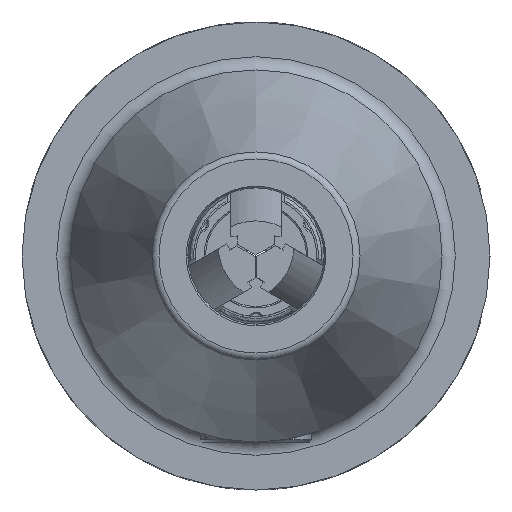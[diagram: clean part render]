
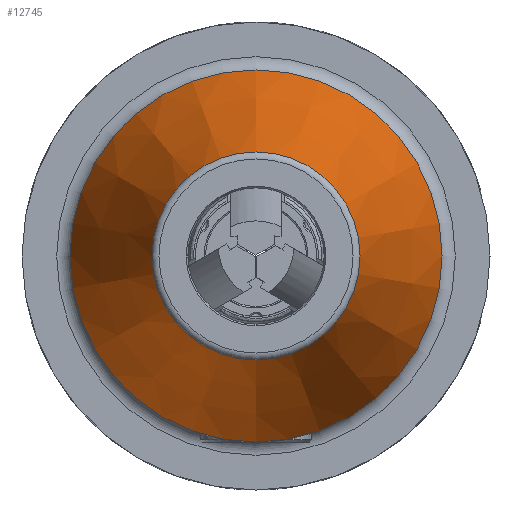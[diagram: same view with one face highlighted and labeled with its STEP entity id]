
A CAD part, left-side view. The second image highlights one B-rep face of the part: STEP entity #12745.
In plain terms, the highlighted conical face has half-angle 20 degrees and reference radius 25.05 mm.
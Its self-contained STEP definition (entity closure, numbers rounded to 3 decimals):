
#1066=CONICAL_SURFACE('',#13896,25.05,0.349);
#1676=FACE_OUTER_BOUND('',#2409,.T.);
#2409=EDGE_LOOP('',(#9264,#9265,#9266,#9267,#9268,#9269));
#3127=LINE('',#24268,#3698);
#3698=VECTOR('',#16068,25.05);
#4328=CIRCLE('',#13891,14.006);
#4329=CIRCLE('',#13892,14.006);
#4333=CIRCLE('',#13897,25.05);
#4334=CIRCLE('',#13898,25.05);
#5126=VERTEX_POINT('',#24254);
#5127=VERTEX_POINT('',#24255);
#5130=VERTEX_POINT('',#24264);
#5131=VERTEX_POINT('',#24265);
#6690=EDGE_CURVE('',#5126,#5127,#4328,.T.);
#6691=EDGE_CURVE('',#5127,#5126,#4329,.T.);
#6695=EDGE_CURVE('',#5130,#5131,#4333,.T.);
#6696=EDGE_CURVE('',#5131,#5130,#4334,.T.);
#6697=EDGE_CURVE('',#5131,#5127,#3127,.T.);
#9264=ORIENTED_EDGE('',*,*,#6695,.F.);
#9265=ORIENTED_EDGE('',*,*,#6696,.F.);
#9266=ORIENTED_EDGE('',*,*,#6697,.T.);
#9267=ORIENTED_EDGE('',*,*,#6691,.T.);
#9268=ORIENTED_EDGE('',*,*,#6690,.T.);
#9269=ORIENTED_EDGE('',*,*,#6697,.F.);
#12745=ADVANCED_FACE('',(#1676),#1066,.T.);
#13891=AXIS2_PLACEMENT_3D('',#24256,#16052,#16053);
#13892=AXIS2_PLACEMENT_3D('',#24257,#16054,#16055);
#13896=AXIS2_PLACEMENT_3D('',#24263,#16062,#16063);
#13897=AXIS2_PLACEMENT_3D('',#24266,#16064,#16065);
#13898=AXIS2_PLACEMENT_3D('',#24267,#16066,#16067);
#16052=DIRECTION('center_axis',(0.,-1.,0.));
#16053=DIRECTION('ref_axis',(0.,0.,-1.));
#16054=DIRECTION('center_axis',(0.,-1.,0.));
#16055=DIRECTION('ref_axis',(0.,0.,-1.));
#16062=DIRECTION('center_axis',(0.,-1.,0.));
#16063=DIRECTION('ref_axis',(0.,0.,-1.));
#16064=DIRECTION('center_axis',(0.,-1.,0.));
#16065=DIRECTION('ref_axis',(0.,0.,-1.));
#16066=DIRECTION('center_axis',(0.,-1.,0.));
#16067=DIRECTION('ref_axis',(0.,0.,-1.));
#16068=DIRECTION('',(0.,0.94,-0.342));
#24254=CARTESIAN_POINT('',(0.,74.342,-14.006));
#24255=CARTESIAN_POINT('',(0.,74.342,14.006));
#24256=CARTESIAN_POINT('Origin',(0.,74.342,0.));
#24257=CARTESIAN_POINT('Origin',(0.,74.342,0.));
#24263=CARTESIAN_POINT('Origin',(0.,44.,0.));
#24264=CARTESIAN_POINT('',(0.,44.,-25.05));
#24265=CARTESIAN_POINT('',(0.,44.,25.05));
#24266=CARTESIAN_POINT('Origin',(0.,44.,0.));
#24267=CARTESIAN_POINT('Origin',(0.,44.,0.));
#24268=CARTESIAN_POINT('',(0.,44.,25.05));
